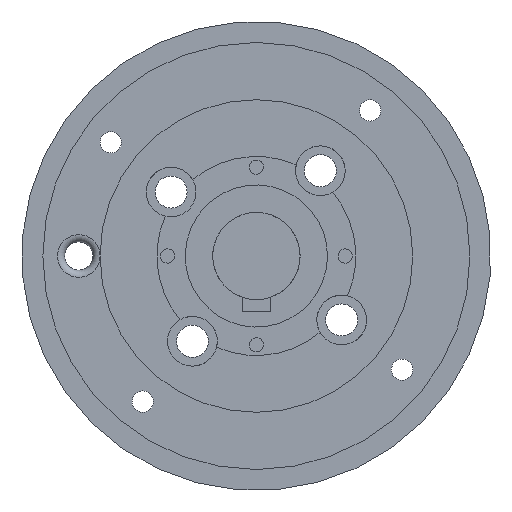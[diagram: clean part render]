
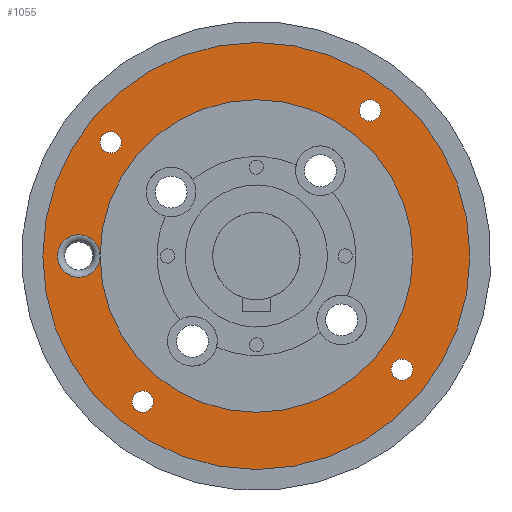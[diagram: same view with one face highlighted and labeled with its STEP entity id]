
A CAD part, left-side view. The second image highlights one B-rep face of the part: STEP entity #1055.
In plain terms, the highlighted planar face has unit normal (-1, 0, 0).
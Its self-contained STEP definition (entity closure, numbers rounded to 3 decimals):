
#46=FACE_BOUND('',#187,.T.);
#47=FACE_BOUND('',#188,.T.);
#48=FACE_BOUND('',#189,.T.);
#49=FACE_BOUND('',#190,.T.);
#50=FACE_BOUND('',#191,.T.);
#73=PLANE('',#1184);
#111=FACE_OUTER_BOUND('',#186,.T.);
#186=EDGE_LOOP('',(#798));
#187=EDGE_LOOP('',(#799,#800,#801,#802));
#188=EDGE_LOOP('',(#803));
#189=EDGE_LOOP('',(#804));
#190=EDGE_LOOP('',(#805));
#191=EDGE_LOOP('',(#806));
#405=CIRCLE('',#1180,3.);
#408=CIRCLE('',#1183,3.);
#409=CIRCLE('',#1185,30.05);
#410=CIRCLE('',#1186,22.);
#411=CIRCLE('',#1187,22.);
#412=CIRCLE('',#1188,1.5);
#413=CIRCLE('',#1189,1.5);
#414=CIRCLE('',#1190,1.5);
#415=CIRCLE('',#1191,1.5);
#491=VERTEX_POINT('',#1748);
#492=VERTEX_POINT('',#1749);
#494=VERTEX_POINT('',#1756);
#495=VERTEX_POINT('',#1758);
#496=VERTEX_POINT('',#1761);
#497=VERTEX_POINT('',#1763);
#498=VERTEX_POINT('',#1765);
#499=VERTEX_POINT('',#1767);
#604=EDGE_CURVE('',#491,#492,#405,.T.);
#607=EDGE_CURVE('',#492,#491,#408,.T.);
#608=EDGE_CURVE('',#494,#494,#409,.T.);
#609=EDGE_CURVE('',#491,#495,#410,.T.);
#610=EDGE_CURVE('',#495,#491,#411,.T.);
#611=EDGE_CURVE('',#496,#496,#412,.T.);
#612=EDGE_CURVE('',#497,#497,#413,.T.);
#613=EDGE_CURVE('',#498,#498,#414,.T.);
#614=EDGE_CURVE('',#499,#499,#415,.T.);
#798=ORIENTED_EDGE('',*,*,#608,.F.);
#799=ORIENTED_EDGE('',*,*,#609,.T.);
#800=ORIENTED_EDGE('',*,*,#610,.T.);
#801=ORIENTED_EDGE('',*,*,#607,.F.);
#802=ORIENTED_EDGE('',*,*,#604,.F.);
#803=ORIENTED_EDGE('',*,*,#611,.T.);
#804=ORIENTED_EDGE('',*,*,#612,.T.);
#805=ORIENTED_EDGE('',*,*,#613,.T.);
#806=ORIENTED_EDGE('',*,*,#614,.T.);
#1055=ADVANCED_FACE('',(#111,#46,#47,#48,#49,#50),#73,.T.);
#1180=AXIS2_PLACEMENT_3D('',#1750,#1413,#1414);
#1183=AXIS2_PLACEMENT_3D('',#1754,#1419,#1420);
#1184=AXIS2_PLACEMENT_3D('',#1755,#1421,#1422);
#1185=AXIS2_PLACEMENT_3D('',#1757,#1423,#1424);
#1186=AXIS2_PLACEMENT_3D('',#1759,#1425,#1426);
#1187=AXIS2_PLACEMENT_3D('',#1760,#1427,#1428);
#1188=AXIS2_PLACEMENT_3D('',#1762,#1429,#1430);
#1189=AXIS2_PLACEMENT_3D('',#1764,#1431,#1432);
#1190=AXIS2_PLACEMENT_3D('',#1766,#1433,#1434);
#1191=AXIS2_PLACEMENT_3D('',#1768,#1435,#1436);
#1413=DIRECTION('center_axis',(-1.,0.,0.));
#1414=DIRECTION('ref_axis',(0.,0.,-1.));
#1419=DIRECTION('center_axis',(-1.,0.,0.));
#1420=DIRECTION('ref_axis',(0.,0.,-1.));
#1421=DIRECTION('center_axis',(-1.,0.,0.));
#1422=DIRECTION('ref_axis',(0.,0.,1.));
#1423=DIRECTION('center_axis',(1.,0.,0.));
#1424=DIRECTION('ref_axis',(0.,0.,-1.));
#1425=DIRECTION('center_axis',(1.,0.,0.));
#1426=DIRECTION('ref_axis',(0.,0.,-1.));
#1427=DIRECTION('center_axis',(1.,0.,0.));
#1428=DIRECTION('ref_axis',(0.,0.,-1.));
#1429=DIRECTION('center_axis',(1.,0.,0.));
#1430=DIRECTION('ref_axis',(0.,0.,1.));
#1431=DIRECTION('center_axis',(1.,0.,0.));
#1432=DIRECTION('ref_axis',(0.,0.,1.));
#1433=DIRECTION('center_axis',(1.,0.,0.));
#1434=DIRECTION('ref_axis',(0.,0.,1.));
#1435=DIRECTION('center_axis',(1.,0.,0.));
#1436=DIRECTION('ref_axis',(0.,0.,1.));
#1748=CARTESIAN_POINT('',(24.3,22.,0.));
#1749=CARTESIAN_POINT('',(24.3,25.,3.));
#1750=CARTESIAN_POINT('Origin',(24.3,25.,0.));
#1754=CARTESIAN_POINT('Origin',(24.3,25.,0.));
#1755=CARTESIAN_POINT('Origin',(24.3,30.05,0.));
#1756=CARTESIAN_POINT('',(24.3,-30.05,0.));
#1757=CARTESIAN_POINT('Origin',(24.3,0.,0.));
#1758=CARTESIAN_POINT('',(24.3,-22.,0.));
#1759=CARTESIAN_POINT('Origin',(24.3,0.,0.));
#1760=CARTESIAN_POINT('Origin',(24.3,0.,0.));
#1761=CARTESIAN_POINT('',(24.3,20.494,14.5));
#1762=CARTESIAN_POINT('Origin',(24.3,20.494,16.));
#1763=CARTESIAN_POINT('',(24.3,-16.,18.994));
#1764=CARTESIAN_POINT('Origin',(24.3,-16.,20.494));
#1765=CARTESIAN_POINT('',(24.3,16.,-21.994));
#1766=CARTESIAN_POINT('Origin',(24.3,16.,-20.494));
#1767=CARTESIAN_POINT('',(24.3,-20.494,-17.5));
#1768=CARTESIAN_POINT('Origin',(24.3,-20.494,-16.));
